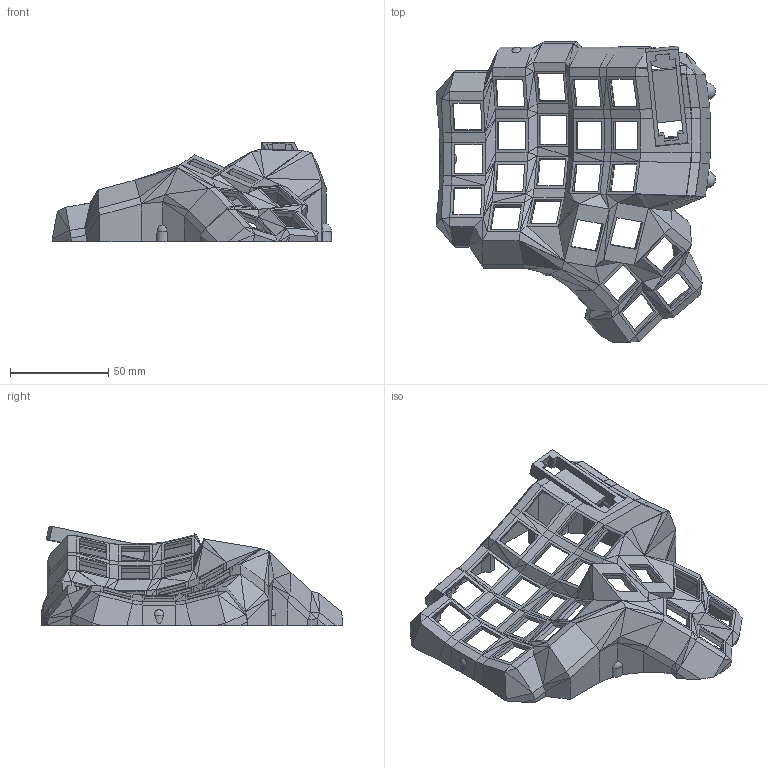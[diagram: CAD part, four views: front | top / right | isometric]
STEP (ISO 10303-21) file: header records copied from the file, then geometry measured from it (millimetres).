
FILE_DESCRIPTION(('Open CASCADE Model'),'2;1');
FILE_NAME('Open CASCADE Shape Model','2021-06-29T22:28:00',('Author'),( 'Open CASCADE'),'Open CASCADE STEP processor 7.4','Open CASCADE 7.4' ,'Unknown');
FILE_SCHEMA(('AUTOMOTIVE_DESIGN { 1 0 10303 214 1 1 1 1 }'));
Products named in the file (1): Open CASCADE STEP translator 7.4 2
Bounding box: 142.14 x 153.16 x 50.52 mm (x, y, z)
Volume: 91323.3 mm3; surface area: 54505.4 mm2
Topology: 1 solids, 1 shells, 956 faces, 2131 edges, 1174 vertices
Faces by surface type: plane 930, cone 13, sphere 13
Entity records: 53538 total; most frequent: CARTESIAN_POINT 9554, DIRECTION 8259, LINE 6242, VECTOR 6242, ORIENTED_EDGE 4252, PCURVE 4252, DEFINITIONAL_REPRESENTATION 4252, EDGE_CURVE 2126
